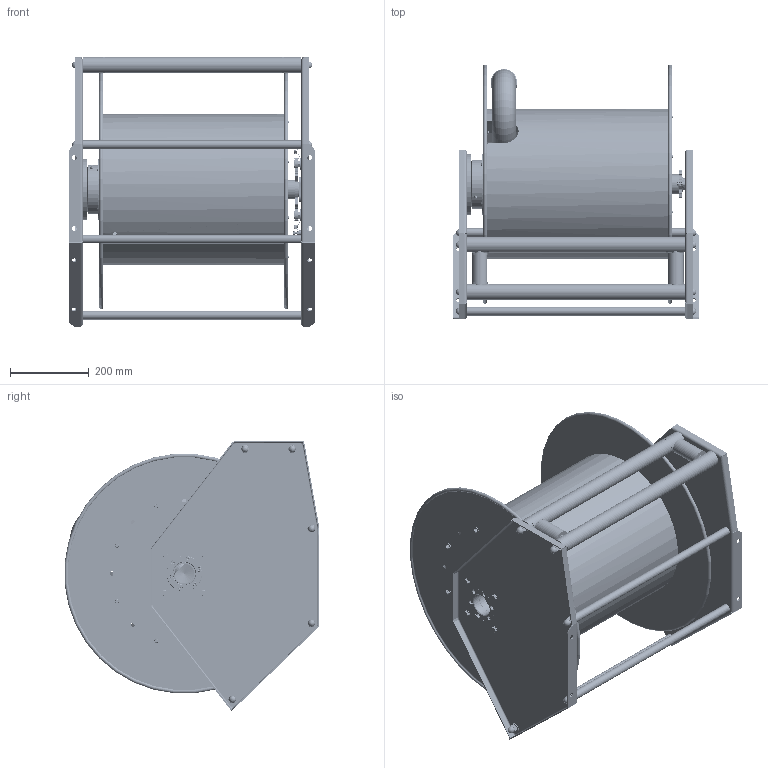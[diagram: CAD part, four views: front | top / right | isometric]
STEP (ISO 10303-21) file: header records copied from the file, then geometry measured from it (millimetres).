
FILE_DESCRIPTION((''),'2;1');
FILE_NAME('520_015_A_ASM','2016-07-11T',('CAD02'),('CDM'),'PRO/ENGINEER BY PARAMETRIC TECHNOLOGY CORPORATION, 2014200','PRO/ENGINEER BY PARAMETRIC TECHNOLOGY CORPORATION, 2014200','');
FILE_SCHEMA(('CONFIG_CONTROL_DESIGN'));
Products named in the file (80): 07-1_58_20_30; 01-1_58_20_30; 06-1_58_20_30; 08-1_58_20_30; 09-1_58_20_30; 10-1_58_20_30; 11-1_58_20_30; 02-1_58_20_30; 03-1_58_20_30; 04-1_58_20_30; 05-1_58_20_30; 12-1_58_20_30; 1_58_20_30_ASM; 1_26_12_25; 1_26_12_25_02_ASM; ROND-0108; VITE-020816; 1_00_10_52; 1_58_10_15; CEN-012_AF0; 1_58_00_19_ASM; MAN-022_AF0; 1_58_50_05_ASM; 1_00_01_01_ASM; 1_00_01_01_29_ASM; 926_014_F_ASM; CUSC-01103092Z; 1_26_12_26; 1_26_12_26_02_ASM; 1_06_00_08; 1_32_90_07; 1_32_90_07_01_ASM; VITE-030650; ROND-020618; DADO-130630; VITE-020616; VITE-040616; 926_015_F_ASM; 1_62_00_173; 1_62_00_173_02_ASM ...
Assembly tree (227 placements, depth 6):
  520_015_A_ASM
    926_014_F_ASM
      1_58_20_30_ASM
        07-1_58_20_30
        01-1_58_20_30
        06-1_58_20_30
        08-1_58_20_30  x6
        09-1_58_20_30
        10-1_58_20_30
        11-1_58_20_30
        02-1_58_20_30
        03-1_58_20_30
        04-1_58_20_30  x6
        05-1_58_20_30
        12-1_58_20_30  x2
      1_26_12_25_02_ASM
        1_26_12_25
      ROND-0108  x4
      VITE-020816  x4
      1_00_01_01_29_ASM
        1_00_01_01_ASM
          1_00_10_52
          1_58_10_15
          1_58_00_19_ASM
            CEN-012_AF0
          1_58_50_05_ASM
            MAN-022_AF0
    CUSC-01103092Z
    926_015_F_ASM
      1_26_12_26_02_ASM
        1_26_12_26
      1_06_00_08
      1_32_90_07_01_ASM
        1_32_90_07
      VITE-030650  x4
      ROND-020618  x8
      DADO-130630  x4
      VITE-020616  x4
      VITE-040616  x4
    1_62_00_173_02_ASM
      1_62_00_173
    1_80_00_124  x8
    ROND-020618  x16
    DADO-0706  x16
    1_76_20_26_02_ASM
      1_76_20_26
    ROND-0108  x6
    VITE-020816  x5
    976_022_F_ASM
      1_76_20_27_02_ASM
        1_76_20_27
      ROND-021030  x2
      932_002_J_AF0_ASM
        1_86_89_01
        1_32_90_05_01_ASM
          1_32_90_05
        DADO-0510
        1_46_89_01
      ROND-0110  x2
      DADO-0510  x2
Bounding box: 625 x 646.84 x 685.52 mm (x, y, z)
Surface area: 4943049 mm2 (no closed solid volume)
Topology: 0 solids, 346 shells, 4369 faces, 9685 edges, 5870 vertices
Faces by surface type: plane 1449, cylinder 1413, cone 1162, torus 244, bspline 73, sphere 28
Entity records: 85345 total; most frequent: CARTESIAN_POINT 18023, DIRECTION 10192, ORIENTED_EDGE 8172, PRESENTATION_STYLE_ASSIGNMENT 5219, STYLED_ITEM 4908, EDGE_CURVE 4207, AXIS2_PLACEMENT_3D 4117, CURVE_STYLE 3887
